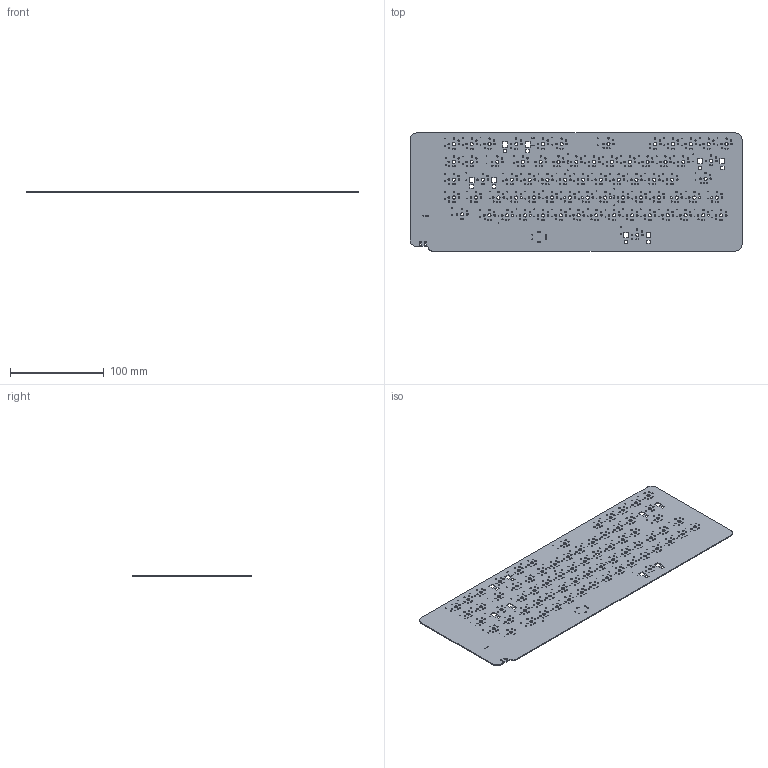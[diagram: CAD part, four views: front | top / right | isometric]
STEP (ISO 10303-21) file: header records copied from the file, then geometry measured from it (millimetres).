
FILE_DESCRIPTION(/* description */ ('STEP AP242','CAx-IF Rec.Pracs.---Representation and Presentation of Product Manufacturing Information (PMI)---4.0---2014-10-13','CAx-IF Rec.Pracs.---3D Tessellated Geometry---0.4---2014-09-14','2;1'),/* implementation_level */ '2;1');
FILE_NAME(/* name */ '685f7c4faab1554a1199e596',/* time_stamp */ '2025-06-28T05:23:28Z',/* author */ (''),/* organization */ (''),/* preprocessor_version */ 'ST-DEVELOPER v20',/* originating_system */ 'ONSHAPE BY PTC INC, 1.200',/* authorisation */ ' ');
FILE_SCHEMA (('AP242_MANAGED_MODEL_BASED_3D_ENGINEERING_MIM_LF { 1 0 10303 442 1 1 4 }'));
Length unit declared in the file: metre
Products named in the file (1): Part 15
Bounding box: 355 x 126.21 x 1 mm (x, y, z)
Volume: 42848.9 mm3; surface area: 90176 mm2
Topology: 1 solids, 1 shells, 791 faces, 2367 edges, 1578 vertices
Faces by surface type: cylinder 714, plane 77
Full cylindrical faces by diameter (mm): 0.8 x136, 0.991 x140, 1 x8, 1.2 x67, 1.47 x140, 1.7 x140, 1.85 x2, 2.2 x2, 3.4 x70
Entity records: 26878 total; most frequent: DIRECTION 4674, CARTESIAN_POINT 4032, ORIENTED_EDGE 3324, EDGE_LOOP 2942, FACE_BOUND 2942, AXIS2_PLACEMENT_3D 2220, EDGE_CURVE 1662, VERTEX_POINT 1578
